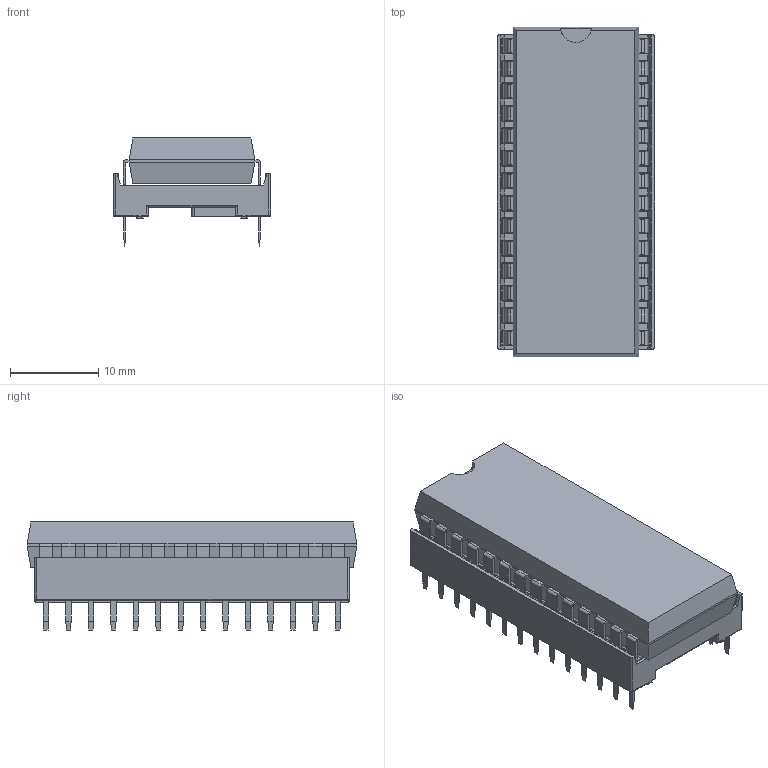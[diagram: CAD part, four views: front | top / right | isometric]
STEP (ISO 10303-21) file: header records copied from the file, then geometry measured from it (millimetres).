
FILE_DESCRIPTION(/* description */ (''),/* implementation_level */ '2;1');
FILE_NAME(/* name */ 'DIP28-~2',/* time_stamp */ '2018-02-21T10:32:11+03:00',/* author */ (''),/* organization */ (''),/* preprocessor_version */ 'ST-DEVELOPER v15',/* originating_system */ '',/* authorisation */ '');
FILE_SCHEMA (('AUTOMOTIVE_DESIGN'));
Length unit declared in the file: millimetre
Products named in the file (4): Document; User Library-SCL-28; User Library-SCL-28_pin___ _________; User Library-SCL-28_board-28___ _________
Assembly tree (54 placements, depth 3):
  Document
    User Library-SCL-28
      User Library-SCL-28_pin___ _________  x52
      User Library-SCL-28_board-28___ _________
Bounding box: 17.78 x 37.3 x 12.22 mm (x, y, z)
Volume: 3751.7 mm3; surface area: 6696.5 mm2
Topology: 54 solids, 54 shells, 2965 faces, 8003 edges, 5192 vertices
Faces by surface type: plane 2024, bspline 941
Entity records: 26303 total; most frequent: CARTESIAN_POINT 9938, ORIENTED_EDGE 4778, EDGE_CURVE 2389, B_SPLINE_CURVE_WITH_KNOTS 2196, VERTEX_POINT 1520, EDGE_LOOP 933, ADVANCED_FACE 874, FACE_OUTER_BOUND 874
